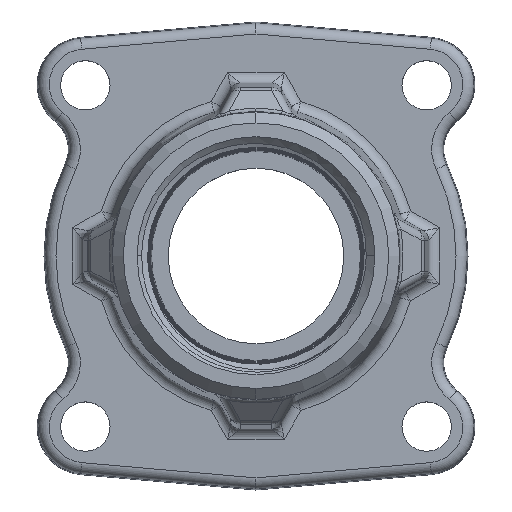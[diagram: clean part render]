
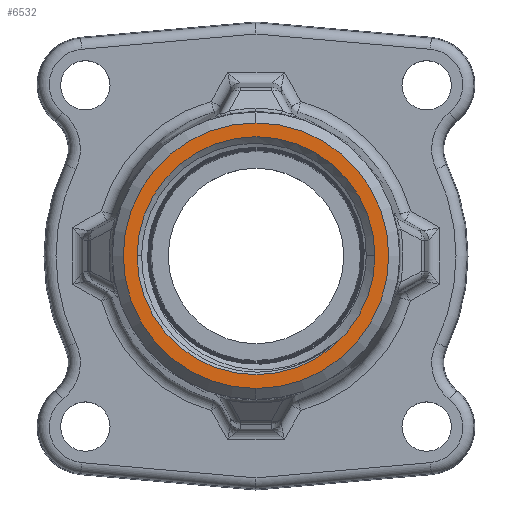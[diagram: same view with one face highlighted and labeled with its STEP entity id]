
A CAD part, top view. The second image highlights one B-rep face of the part: STEP entity #6532.
In plain terms, the highlighted planar face has unit normal (0, 0, 1).
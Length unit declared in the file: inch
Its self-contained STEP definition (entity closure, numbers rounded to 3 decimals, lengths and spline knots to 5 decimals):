
#2092=CARTESIAN_POINT('',(0.,0.,1.1875));
#2093=DIRECTION('',(0.,0.,1.));
#2094=DIRECTION('',(-1.,0.,0.));
#2095=AXIS2_PLACEMENT_3D('',#2092,#2093,#2094);
#2097=CARTESIAN_POINT('',(0.,0.,1.1875));
#2098=DIRECTION('',(0.,0.,1.));
#2099=DIRECTION('',(1.,0.,0.));
#2100=AXIS2_PLACEMENT_3D('',#2097,#2098,#2099);
#2111=CARTESIAN_POINT('',(0.,0.,1.1875));
#2112=DIRECTION('',(0.,0.,-1.));
#2113=DIRECTION('',(0.,1.,0.));
#2114=AXIS2_PLACEMENT_3D('',#2111,#2112,#2113);
#2225=CARTESIAN_POINT('',(0.,0.,1.1875));
#2226=DIRECTION('',(0.,0.,1.));
#2227=DIRECTION('',(0.,1.,0.));
#2228=AXIS2_PLACEMENT_3D('',#2225,#2226,#2227);
#3866=CARTESIAN_POINT('',(0.,0.75655,1.1875));
#3867=CARTESIAN_POINT('',(0.,-0.75655,1.1875));
#3868=VERTEX_POINT('',#3866);
#3869=VERTEX_POINT('',#3867);
#4001=CARTESIAN_POINT('',(-0.67796,0.,1.1875));
#4002=CARTESIAN_POINT('',(0.67796,0.,1.1875));
#4003=VERTEX_POINT('',#4001);
#4004=VERTEX_POINT('',#4002);
#6516=CARTESIAN_POINT('',(0.,0.,1.1875));
#6517=DIRECTION('',(0.,0.,1.));
#6518=DIRECTION('',(0.,1.,0.));
#6519=AXIS2_PLACEMENT_3D('',#6516,#6517,#6518);
#6520=PLANE('',#6519);
#6522=ORIENTED_EDGE('',*,*,#6521,.T.);
#6524=ORIENTED_EDGE('',*,*,#6523,.F.);
#6525=EDGE_LOOP('',(#6522,#6524));
#6526=FACE_OUTER_BOUND('',#6525,.F.);
#6527=ORIENTED_EDGE('',*,*,#6502,.T.);
#6529=ORIENTED_EDGE('',*,*,#6528,.T.);
#6530=EDGE_LOOP('',(#6527,#6529));
#6531=FACE_BOUND('',#6530,.F.);
#2096=CIRCLE('',#2095,0.67796);
#2101=CIRCLE('',#2100,0.67796);
#2115=CIRCLE('',#2114,0.75655);
#2229=CIRCLE('',#2228,0.75655);
#6502=EDGE_CURVE('',#4003,#4004,#2096,.T.);
#6521=EDGE_CURVE('',#3868,#3869,#2115,.T.);
#6523=EDGE_CURVE('',#3868,#3869,#2229,.T.);
#6528=EDGE_CURVE('',#4004,#4003,#2101,.T.);
#6532=ADVANCED_FACE('',(#6526,#6531),#6520,.T.);
